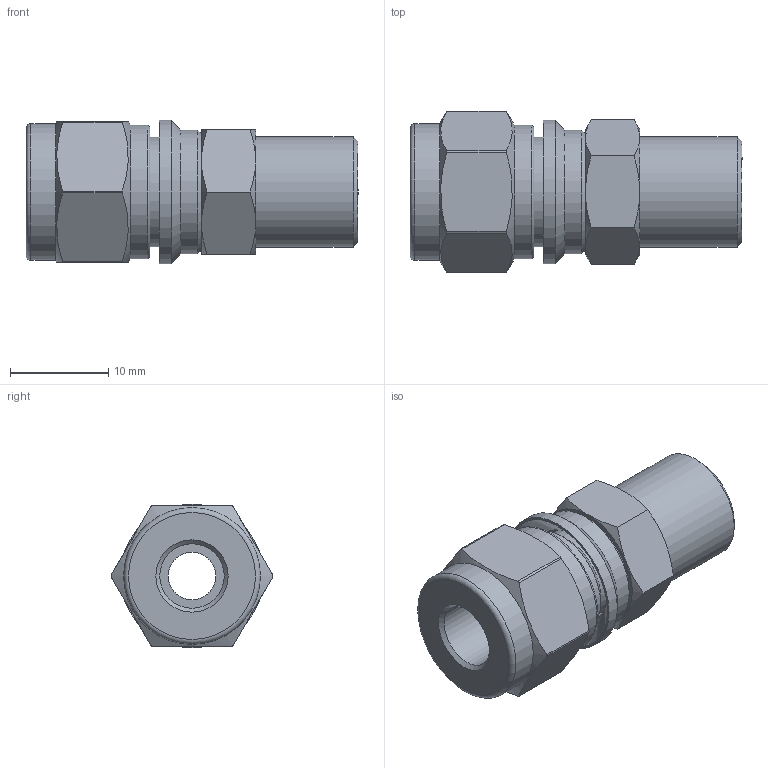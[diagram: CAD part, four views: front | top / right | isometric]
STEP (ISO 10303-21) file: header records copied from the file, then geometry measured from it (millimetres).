
FILE_DESCRIPTION(/* description */ (''),/* implementation_level */ '2;1');
FILE_NAME(/* name */ 'SSWCI-4.stp',/* time_stamp */ '2022-07-06T16:37:31+09:00',/* author */ ('user'),/* organization */ (''),/* preprocessor_version */ 'ST-DEVELOPER v18.1',/* originating_system */ 'Autodesk Inventor 2022',/* authorisation */ '');
FILE_SCHEMA (('AUTOMOTIVE_DESIGN { 1 0 10303 214 3 1 1 }'));
Length unit declared in the file: millimetre
Products named in the file (1): SSWC-4
Bounding box: 33.74 x 16.4 x 14.6 mm (x, y, z)
Volume: 3479.8 mm3; surface area: 2759.3 mm2
Topology: 1 solids, 1 shells, 61 faces, 133 edges, 81 vertices
Faces by surface type: plane 21, cone 21, cylinder 17, torus 2
Full cylindrical faces by diameter (mm): 4.826 x1, 6.55 x2, 9.4 x1, 10.1 x1, 11.112 x1, 11.2 x1, 12.6 x1, 13.6 x1, 13.9 x1, 14.6 x1
Entity records: 1671 total; most frequent: CARTESIAN_POINT 348, DIRECTION 280, ORIENTED_EDGE 266, EDGE_CURVE 133, AXIS2_PLACEMENT_3D 121, VERTEX_POINT 81, EDGE_LOOP 70, FACE_OUTER_BOUND 61
